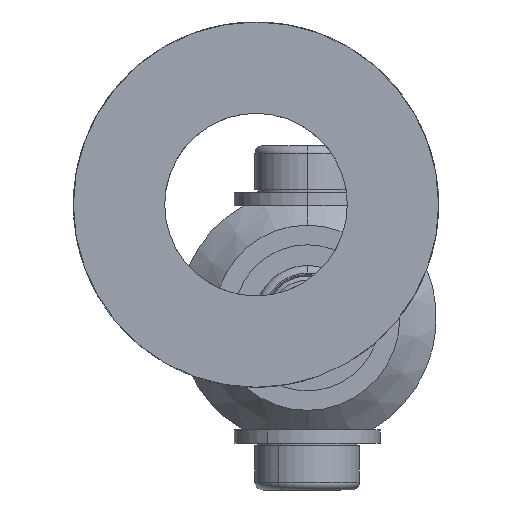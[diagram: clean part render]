
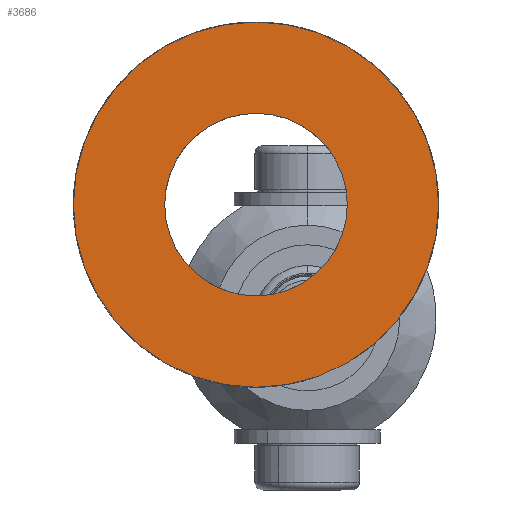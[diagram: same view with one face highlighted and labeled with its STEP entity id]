
A CAD part, left-side view. The second image highlights one B-rep face of the part: STEP entity #3686.
In plain terms, the highlighted face is planar.
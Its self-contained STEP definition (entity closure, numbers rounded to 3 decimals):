
#480=PLANE('',#7054);
#1273=VERTEX_POINT('',#6286);
#1309=VERTEX_POINT('',#6639);
#1515=CIRCLE('',#7034,1.75);
#1521=CIRCLE('',#7053,3.5);
#1957=EDGE_CURVE('',#1273,#1273,#1515,.T.);
#2008=EDGE_CURVE('',#1309,#1309,#1521,.T.);
#2984=ORIENTED_EDGE('',*,*,#1957,.T.);
#2985=ORIENTED_EDGE('',*,*,#2008,.F.);
#3232=EDGE_LOOP('',(#2984));
#3233=EDGE_LOOP('',(#2985));
#3480=FACE_BOUND('',#3232,.T.);
#3481=FACE_BOUND('',#3233,.T.);
#3686=ADVANCED_FACE('',(#3480,#3481),#480,.T.);
#4654=DIRECTION('',(0.,0.,-1.));
#4655=DIRECTION('',(1.75,0.,0.));
#4708=DIRECTION('',(0.,0.,-1.));
#4709=DIRECTION('',(3.5,0.,0.));
#4710=DIRECTION('',(0.,0.,1.));
#6285=CARTESIAN_POINT('',(0.,0.,7.));
#6286=CARTESIAN_POINT('',(-1.75,0.,7.));
#6638=CARTESIAN_POINT('',(0.,0.,7.));
#6639=CARTESIAN_POINT('',(3.5,0.,7.));
#6640=CARTESIAN_POINT('',(0.,0.,7.));
#7034=AXIS2_PLACEMENT_3D('',#6285,#4654,#4655);
#7053=AXIS2_PLACEMENT_3D('',#6638,#4708,#4709);
#7054=AXIS2_PLACEMENT_3D('',#6640,#4710,$);
